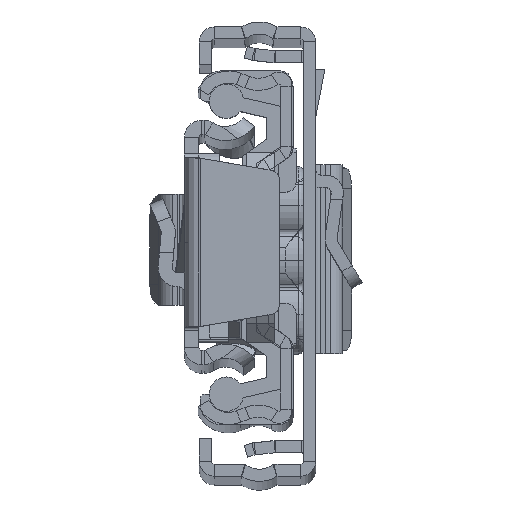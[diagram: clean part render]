
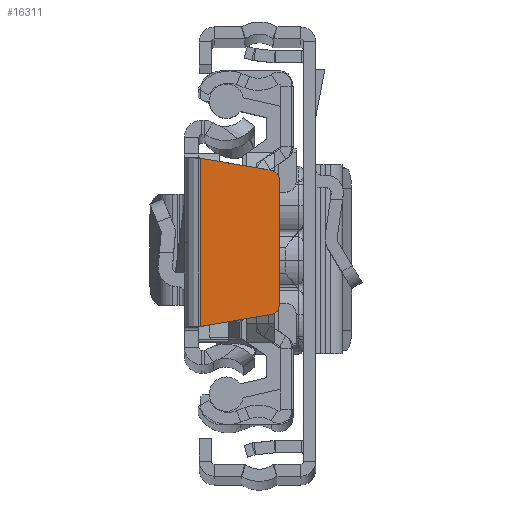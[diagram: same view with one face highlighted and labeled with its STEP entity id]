
A CAD part, top view. The second image highlights one B-rep face of the part: STEP entity #16311.
In plain terms, the highlighted planar face has unit normal (0, 0, 1).
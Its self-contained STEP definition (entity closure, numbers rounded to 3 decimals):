
#872 = CARTESIAN_POINT ( 'NONE',  ( 8.4, 6.156, 0. ) ) ;
#1885 = CARTESIAN_POINT ( 'NONE',  ( 1.6, -8.333, 0. ) ) ;
#3246 = CARTESIAN_POINT ( 'NONE',  ( 9.4, 6.156, 0. ) ) ;
#3804 = DIRECTION ( 'NONE',  ( 0., 0., 1. ) ) ;
#4412 = DIRECTION ( 'NONE',  ( 1., 0., 0. ) ) ;
#4634 = ORIENTED_EDGE ( 'NONE', *, *, #13253, .T. ) ;
#4800 = VERTEX_POINT ( 'NONE', #13537 ) ;
#5621 = EDGE_CURVE ( 'NONE', #8240, #21250, #18340, .T. ) ;
#5635 = VECTOR ( 'NONE', #16813, 1000. ) ;
#5885 = AXIS2_PLACEMENT_3D ( 'NONE', #872, #12822, #4412 ) ;
#6160 = FACE_OUTER_BOUND ( 'NONE', #14192, .T. ) ;
#6662 = CARTESIAN_POINT ( 'NONE',  ( 9.4, 6.156, 0. ) ) ;
#7262 = DIRECTION ( 'NONE',  ( 0., -1., 0. ) ) ;
#8240 = VERTEX_POINT ( 'NONE', #16457 ) ;
#8353 = DIRECTION ( 'NONE',  ( 0.986, 0.168, 0. ) ) ;
#8655 = ORIENTED_EDGE ( 'NONE', *, *, #19293, .T. ) ;
#8683 = VECTOR ( 'NONE', #7262, 1000. ) ;
#9231 = PLANE ( 'NONE',  #5885 ) ;
#9356 = VERTEX_POINT ( 'NONE', #13380 ) ;
#9373 = DIRECTION ( 'NONE',  ( 0., 0., 1. ) ) ;
#9753 = VECTOR ( 'NONE', #9938, 1000. ) ;
#9938 = DIRECTION ( 'NONE',  ( 0., 1., 0. ) ) ;
#10236 = ORIENTED_EDGE ( 'NONE', *, *, #13023, .T. ) ;
#10656 = EDGE_CURVE ( 'NONE', #4800, #11904, #11572, .T. ) ;
#11157 = VECTOR ( 'NONE', #8353, 1000. ) ;
#11572 = LINE ( 'NONE', #3246, #9753 ) ;
#11904 = VERTEX_POINT ( 'NONE', #6662 ) ;
#12115 = CARTESIAN_POINT ( 'NONE',  ( 8.4, -6.156, 0. ) ) ;
#12537 = DIRECTION ( 'NONE',  ( 1., 0., 0. ) ) ;
#12822 = DIRECTION ( 'NONE',  ( 0., 0., -1. ) ) ;
#13023 = EDGE_CURVE ( 'NONE', #21250, #4800, #19995, .T. ) ;
#13253 = EDGE_CURVE ( 'NONE', #18158, #9356, #20213, .T. ) ;
#13380 = CARTESIAN_POINT ( 'NONE',  ( 1.6, 8.333, 0. ) ) ;
#13537 = CARTESIAN_POINT ( 'NONE',  ( 9.4, -6.156, 0. ) ) ;
#13860 = CARTESIAN_POINT ( 'NONE',  ( 8.568, -7.142, 0. ) ) ;
#14192 = EDGE_LOOP ( 'NONE', ( #15650, #17047, #10236, #19998, #8655, #4634 ) ) ;
#14728 = CARTESIAN_POINT ( 'NONE',  ( 8.568, -7.142, 0. ) ) ;
#14743 = CARTESIAN_POINT ( 'NONE',  ( 8.568, 7.142, 0. ) ) ;
#15075 = AXIS2_PLACEMENT_3D ( 'NONE', #12115, #3804, #16965 ) ;
#15650 = ORIENTED_EDGE ( 'NONE', *, *, #16771, .T. ) ;
#16311 = ADVANCED_FACE ( 'NONE', ( #6160 ), #9231, .F. ) ;
#16457 = CARTESIAN_POINT ( 'NONE',  ( 1.6, -8.333, 0. ) ) ;
#16771 = EDGE_CURVE ( 'NONE', #9356, #8240, #17023, .T. ) ;
#16813 = DIRECTION ( 'NONE',  ( -0.986, 0.168, 0. ) ) ;
#16965 = DIRECTION ( 'NONE',  ( 1., 0., 0. ) ) ;
#17023 = LINE ( 'NONE', #1885, #8683 ) ;
#17047 = ORIENTED_EDGE ( 'NONE', *, *, #5621, .T. ) ;
#18158 = VERTEX_POINT ( 'NONE', #14743 ) ;
#18247 = CARTESIAN_POINT ( 'NONE',  ( 1.5, 8.35, 0. ) ) ;
#18340 = LINE ( 'NONE', #14728, #11157 ) ;
#18463 = AXIS2_PLACEMENT_3D ( 'NONE', #20895, #9373, #12537 ) ;
#18817 = CIRCLE ( 'NONE', #18463, 1. ) ;
#19293 = EDGE_CURVE ( 'NONE', #11904, #18158, #18817, .T. ) ;
#19995 = CIRCLE ( 'NONE', #15075, 1. ) ;
#19998 = ORIENTED_EDGE ( 'NONE', *, *, #10656, .T. ) ;
#20213 = LINE ( 'NONE', #18247, #5635 ) ;
#20895 = CARTESIAN_POINT ( 'NONE',  ( 8.4, 6.156, 0. ) ) ;
#21250 = VERTEX_POINT ( 'NONE', #13860 ) ;
